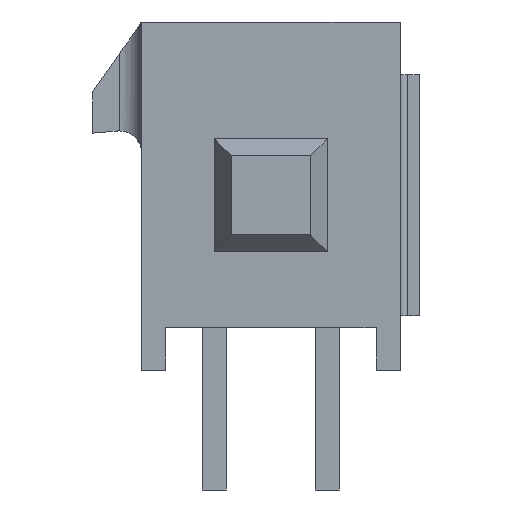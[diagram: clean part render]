
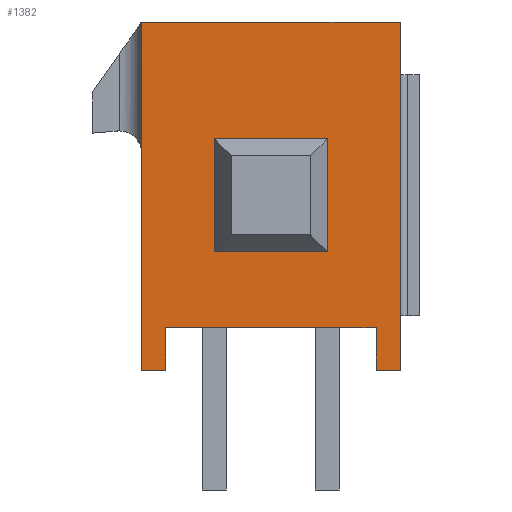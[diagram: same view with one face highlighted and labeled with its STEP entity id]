
A CAD part, left-side view. The second image highlights one B-rep face of the part: STEP entity #1382.
In plain terms, the highlighted planar face has unit normal (-1, 0, 0).
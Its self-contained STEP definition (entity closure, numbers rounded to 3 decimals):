
#2=DIRECTION('',(0.,0.,1.));
#3=VECTOR('',#2,9.24);
#4=CARTESIAN_POINT('',(-1.93,3.43,-9.24));
#5=LINE('',#4,#3);
#6=DIRECTION('',(0.,-1.,0.));
#7=VECTOR('',#6,6.86);
#8=CARTESIAN_POINT('',(-1.93,3.43,0.));
#9=LINE('',#8,#7);
#10=DIRECTION('',(0.,0.,-1.));
#11=VECTOR('',#10,9.24);
#12=CARTESIAN_POINT('',(-1.93,-3.43,0.));
#13=LINE('',#12,#11);
#14=DIRECTION('',(0.,1.,0.));
#15=VECTOR('',#14,0.64);
#16=CARTESIAN_POINT('',(-1.93,-3.43,-9.24));
#17=LINE('',#16,#15);
#18=DIRECTION('',(0.,0.,1.));
#19=VECTOR('',#18,1.13);
#20=CARTESIAN_POINT('',(-1.93,-2.79,-9.24));
#21=LINE('',#20,#19);
#22=DIRECTION('',(0.,1.,0.));
#23=VECTOR('',#22,5.58);
#24=CARTESIAN_POINT('',(-1.93,-2.79,-8.11));
#25=LINE('',#24,#23);
#26=DIRECTION('',(0.,0.,-1.));
#27=VECTOR('',#26,1.13);
#28=CARTESIAN_POINT('',(-1.93,2.79,-8.11));
#29=LINE('',#28,#27);
#30=DIRECTION('',(0.,1.,0.));
#31=VECTOR('',#30,0.64);
#32=CARTESIAN_POINT('',(-1.93,2.79,-9.24));
#33=LINE('',#32,#31);
#34=DIRECTION('',(0.,0.,-1.));
#35=VECTOR('',#34,2.);
#36=CARTESIAN_POINT('',(-1.93,-1.,-3.6));
#37=LINE('',#36,#35);
#38=DIRECTION('',(0.,1.,0.));
#39=VECTOR('',#38,2.);
#40=CARTESIAN_POINT('',(-1.93,-1.,-3.6));
#41=LINE('',#40,#39);
#42=DIRECTION('',(0.,0.,-1.));
#43=VECTOR('',#42,2.);
#44=CARTESIAN_POINT('',(-1.93,1.,-3.6));
#45=LINE('',#44,#43);
#46=DIRECTION('',(0.,1.,0.));
#47=VECTOR('',#46,2.);
#48=CARTESIAN_POINT('',(-1.93,-1.,-5.6));
#49=LINE('',#48,#47);
#1030=CARTESIAN_POINT('',(-1.93,3.43,-9.24));
#1031=CARTESIAN_POINT('',(-1.93,3.43,0.));
#1032=VERTEX_POINT('',#1030);
#1033=VERTEX_POINT('',#1031);
#1034=CARTESIAN_POINT('',(-1.93,-3.43,0.));
#1035=VERTEX_POINT('',#1034);
#1036=CARTESIAN_POINT('',(-1.93,-3.43,-9.24));
#1037=VERTEX_POINT('',#1036);
#1038=CARTESIAN_POINT('',(-1.93,-2.79,-9.24));
#1039=VERTEX_POINT('',#1038);
#1040=CARTESIAN_POINT('',(-1.93,-2.79,-8.11));
#1041=VERTEX_POINT('',#1040);
#1042=CARTESIAN_POINT('',(-1.93,2.79,-8.11));
#1043=VERTEX_POINT('',#1042);
#1044=CARTESIAN_POINT('',(-1.93,2.79,-9.24));
#1045=VERTEX_POINT('',#1044);
#1086=CARTESIAN_POINT('',(-1.93,-1.,-3.6));
#1087=CARTESIAN_POINT('',(-1.93,-1.,-5.6));
#1088=VERTEX_POINT('',#1086);
#1089=VERTEX_POINT('',#1087);
#1090=CARTESIAN_POINT('',(-1.93,1.,-3.6));
#1091=CARTESIAN_POINT('',(-1.93,1.,-5.6));
#1092=VERTEX_POINT('',#1090);
#1093=VERTEX_POINT('',#1091);
#1349=CARTESIAN_POINT('',(-1.93,0.,0.));
#1350=DIRECTION('',(1.,0.,0.));
#1351=DIRECTION('',(0.,-1.,0.));
#1352=AXIS2_PLACEMENT_3D('',#1349,#1350,#1351);
#1353=PLANE('',#1352);
#1355=ORIENTED_EDGE('',*,*,#1354,.T.);
#1357=ORIENTED_EDGE('',*,*,#1356,.T.);
#1359=ORIENTED_EDGE('',*,*,#1358,.T.);
#1361=ORIENTED_EDGE('',*,*,#1360,.T.);
#1363=ORIENTED_EDGE('',*,*,#1362,.T.);
#1365=ORIENTED_EDGE('',*,*,#1364,.T.);
#1367=ORIENTED_EDGE('',*,*,#1366,.T.);
#1369=ORIENTED_EDGE('',*,*,#1368,.T.);
#1370=EDGE_LOOP('',(#1355,#1357,#1359,#1361,#1363,#1365,#1367,#1369));
#1371=FACE_OUTER_BOUND('',#1370,.F.);
#1373=ORIENTED_EDGE('',*,*,#1372,.F.);
#1375=ORIENTED_EDGE('',*,*,#1374,.T.);
#1377=ORIENTED_EDGE('',*,*,#1376,.T.);
#1379=ORIENTED_EDGE('',*,*,#1378,.F.);
#1380=EDGE_LOOP('',(#1373,#1375,#1377,#1379));
#1381=FACE_BOUND('',#1380,.F.);
#1354=EDGE_CURVE('',#1032,#1033,#5,.T.);
#1356=EDGE_CURVE('',#1033,#1035,#9,.T.);
#1358=EDGE_CURVE('',#1035,#1037,#13,.T.);
#1360=EDGE_CURVE('',#1037,#1039,#17,.T.);
#1362=EDGE_CURVE('',#1039,#1041,#21,.T.);
#1364=EDGE_CURVE('',#1041,#1043,#25,.T.);
#1366=EDGE_CURVE('',#1043,#1045,#29,.T.);
#1368=EDGE_CURVE('',#1045,#1032,#33,.T.);
#1372=EDGE_CURVE('',#1088,#1089,#37,.T.);
#1374=EDGE_CURVE('',#1088,#1092,#41,.T.);
#1376=EDGE_CURVE('',#1092,#1093,#45,.T.);
#1378=EDGE_CURVE('',#1089,#1093,#49,.T.);
#1382=ADVANCED_FACE('',(#1371,#1381),#1353,.F.);
